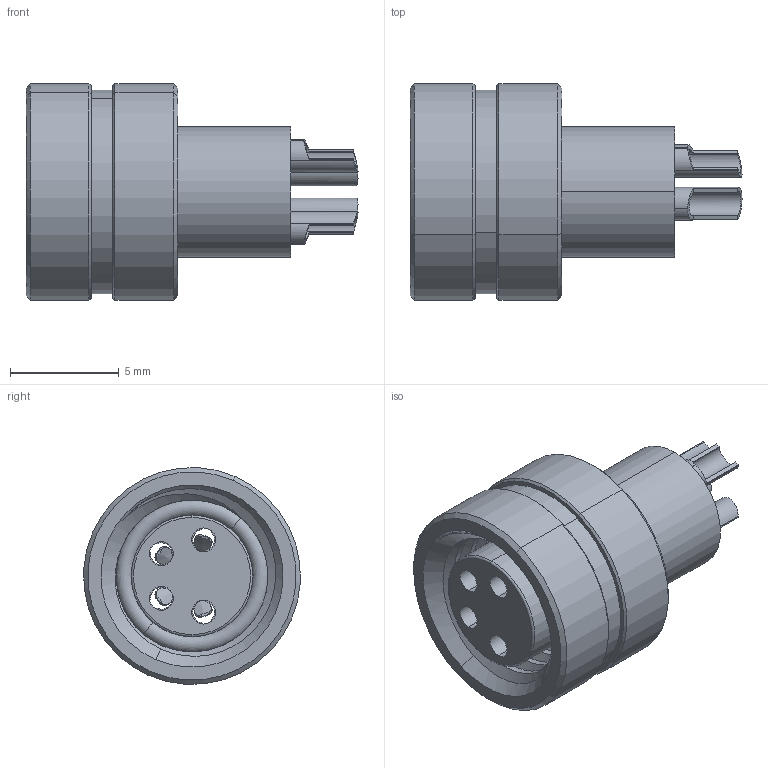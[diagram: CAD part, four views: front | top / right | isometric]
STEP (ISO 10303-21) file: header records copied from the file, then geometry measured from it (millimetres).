
FILE_DESCRIPTION (( 'STEP AP203' ), '1' );
FILE_NAME ('50-00678_A.STEP', '2022-05-10T18:07:42', ( '' ), ( '' ), 'SwSTEP 2.0', 'SolidWorks 2021', '' );
FILE_SCHEMA (( 'CONFIG_CONTROL_DESIGN' ));
Length unit declared in the file: millimetre
Products named in the file (5): 50-00678-04___; 50-00678-02_STEP; 50-00678-03___; 50-00678_A; 50-00678-01___
Assembly tree (7 placements, depth 2):
  50-00678_A
    50-00678-01___
    50-00678-02_STEP
    50-00678-03___  x4
    50-00678-04___
Bounding box: 15.3 x 9.98 x 9.98 mm (x, y, z)
Volume: 531.8 mm3; surface area: 1559.1 mm2
Topology: 7 solids, 7 shells, 304 faces, 762 edges, 487 vertices
Faces by surface type: plane 114, cylinder 111, cone 47, bspline 26, torus 6
Entity records: 5445 total; most frequent: CARTESIAN_POINT 1830, ORIENTED_EDGE 642, DIRECTION 624, EDGE_CURVE 321, AXIS2_PLACEMENT_3D 252, VERTEX_POINT 205, EDGE_LOOP 156, FACE_OUTER_BOUND 133
